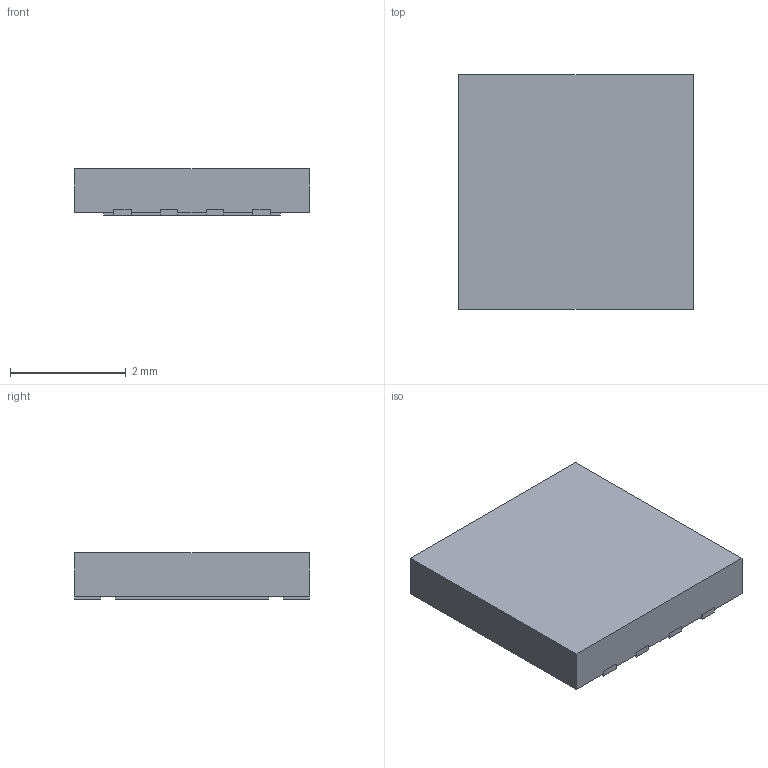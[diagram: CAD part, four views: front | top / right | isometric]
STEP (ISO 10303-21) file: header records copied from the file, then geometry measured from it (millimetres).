
FILE_DESCRIPTION(/* description */ (''),/* implementation_level */ '2;1');
FILE_NAME(/* name */ 'TI - WSON-8 - SDC08A.step',/* time_stamp */ '2019-11-26T21:08:35+00:00',/* author */ (''),/* organization */ (''),/* preprocessor_version */ 'ST-DEVELOPER v18',/* originating_system */ 'Autodesk Translation Framework v8.12.0.6',/* authorisation */ '');
FILE_SCHEMA (('AUTOMOTIVE_DESIGN { 1 0 10303 214 3 1 1 }'));
Length unit declared in the file: millimetre
Products named in the file (1): TI - WSON-8 - SDC08A
Bounding box: 4.05 x 4.05 x 0.8 mm (x, y, z)
Volume: 12.8 mm3; surface area: 46.1 mm2
Topology: 1 solids, 1 shells, 60 faces, 171 edges, 114 vertices
Faces by surface type: plane 60
Entity records: 1965 total; most frequent: CARTESIAN_POINT 346, ORIENTED_EDGE 342, DIRECTION 293, LINE 171, VECTOR 171, EDGE_CURVE 171, VERTEX_POINT 114, EDGE_LOOP 61
